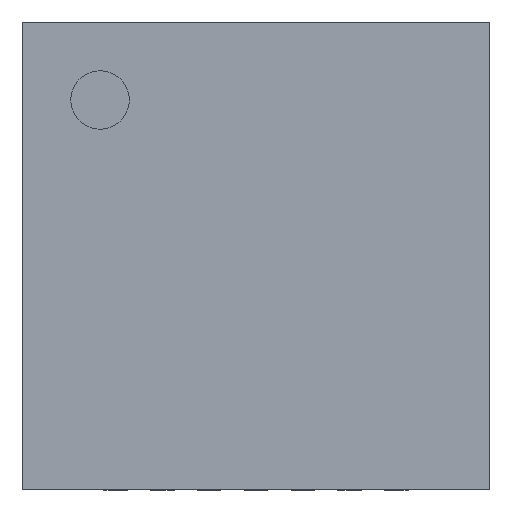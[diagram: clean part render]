
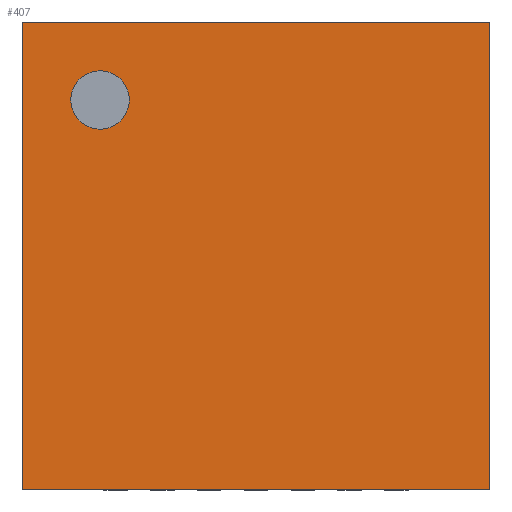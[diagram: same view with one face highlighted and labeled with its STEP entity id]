
A CAD part, top view. The second image highlights one B-rep face of the part: STEP entity #407.
In plain terms, the highlighted planar face has unit normal (0, 0, 1).
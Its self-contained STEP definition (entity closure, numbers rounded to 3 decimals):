
#218 = VERTEX_POINT('',#219);
#219 = CARTESIAN_POINT('',(0.,0.,0.8));
#226 = PLANE('',#227);
#227 = AXIS2_PLACEMENT_3D('',#228,#229,#230);
#228 = CARTESIAN_POINT('',(0.,0.,0.05));
#229 = DIRECTION('',(1.,0.,-0.));
#230 = DIRECTION('',(0.,0.,1.));
#238 = PLANE('',#239);
#239 = AXIS2_PLACEMENT_3D('',#240,#241,#242);
#240 = CARTESIAN_POINT('',(0.,0.,0.05));
#241 = DIRECTION('',(-0.,1.,0.));
#242 = DIRECTION('',(0.,0.,1.));
#279 = VERTEX_POINT('',#280);
#280 = CARTESIAN_POINT('',(0.,5.,0.8));
#294 = PLANE('',#295);
#295 = AXIS2_PLACEMENT_3D('',#296,#297,#298);
#296 = CARTESIAN_POINT('',(0.,5.,0.05));
#297 = DIRECTION('',(-0.,1.,0.));
#298 = DIRECTION('',(0.,0.,1.));
#306 = EDGE_CURVE('',#218,#279,#307,.T.);
#307 = SURFACE_CURVE('',#308,(#312,#319),.PCURVE_S1.);
#308 = LINE('',#309,#310);
#309 = CARTESIAN_POINT('',(0.,0.,0.8));
#310 = VECTOR('',#311,1.);
#311 = DIRECTION('',(-0.,1.,0.));
#312 = PCURVE('',#226,#313);
#313 = DEFINITIONAL_REPRESENTATION('',(#314),#318);
#314 = LINE('',#315,#316);
#315 = CARTESIAN_POINT('',(0.75,0.));
#316 = VECTOR('',#317,1.);
#317 = DIRECTION('',(0.,-1.));
#318 = ( GEOMETRIC_REPRESENTATION_CONTEXT(2) 
PARAMETRIC_REPRESENTATION_CONTEXT() REPRESENTATION_CONTEXT('2D SPACE',''
  ) );
#319 = PCURVE('',#320,#325);
#320 = PLANE('',#321);
#321 = AXIS2_PLACEMENT_3D('',#322,#323,#324);
#322 = CARTESIAN_POINT('',(0.,0.,0.8));
#323 = DIRECTION('',(0.,0.,1.));
#324 = DIRECTION('',(1.,0.,-0.));
#325 = DEFINITIONAL_REPRESENTATION('',(#326),#330);
#326 = LINE('',#327,#328);
#327 = CARTESIAN_POINT('',(0.,0.));
#328 = VECTOR('',#329,1.);
#329 = DIRECTION('',(0.,1.));
#330 = ( GEOMETRIC_REPRESENTATION_CONTEXT(2) 
PARAMETRIC_REPRESENTATION_CONTEXT() REPRESENTATION_CONTEXT('2D SPACE',''
  ) );
#359 = EDGE_CURVE('',#218,#360,#362,.T.);
#360 = VERTEX_POINT('',#361);
#361 = CARTESIAN_POINT('',(5.,0.,0.8));
#362 = SURFACE_CURVE('',#363,(#367,#374),.PCURVE_S1.);
#363 = LINE('',#364,#365);
#364 = CARTESIAN_POINT('',(0.,0.,0.8));
#365 = VECTOR('',#366,1.);
#366 = DIRECTION('',(1.,0.,-0.));
#367 = PCURVE('',#238,#368);
#368 = DEFINITIONAL_REPRESENTATION('',(#369),#373);
#369 = LINE('',#370,#371);
#370 = CARTESIAN_POINT('',(0.75,0.));
#371 = VECTOR('',#372,1.);
#372 = DIRECTION('',(0.,1.));
#373 = ( GEOMETRIC_REPRESENTATION_CONTEXT(2) 
PARAMETRIC_REPRESENTATION_CONTEXT() REPRESENTATION_CONTEXT('2D SPACE',''
  ) );
#374 = PCURVE('',#320,#375);
#375 = DEFINITIONAL_REPRESENTATION('',(#376),#380);
#376 = LINE('',#377,#378);
#377 = CARTESIAN_POINT('',(0.,0.));
#378 = VECTOR('',#379,1.);
#379 = DIRECTION('',(1.,0.));
#380 = ( GEOMETRIC_REPRESENTATION_CONTEXT(2) 
PARAMETRIC_REPRESENTATION_CONTEXT() REPRESENTATION_CONTEXT('2D SPACE',''
  ) );
#396 = PLANE('',#397);
#397 = AXIS2_PLACEMENT_3D('',#398,#399,#400);
#398 = CARTESIAN_POINT('',(5.,0.,0.05));
#399 = DIRECTION('',(1.,0.,-0.));
#400 = DIRECTION('',(0.,0.,1.));
#407 = ADVANCED_FACE('',(#408,#456),#320,.T.);
#408 = FACE_BOUND('',#409,.T.);
#409 = EDGE_LOOP('',(#410,#411,#412,#435));
#410 = ORIENTED_EDGE('',*,*,#306,.F.);
#411 = ORIENTED_EDGE('',*,*,#359,.T.);
#412 = ORIENTED_EDGE('',*,*,#413,.T.);
#413 = EDGE_CURVE('',#360,#414,#416,.T.);
#414 = VERTEX_POINT('',#415);
#415 = CARTESIAN_POINT('',(5.,5.,0.8));
#416 = SURFACE_CURVE('',#417,(#421,#428),.PCURVE_S1.);
#417 = LINE('',#418,#419);
#418 = CARTESIAN_POINT('',(5.,0.,0.8));
#419 = VECTOR('',#420,1.);
#420 = DIRECTION('',(-0.,1.,0.));
#421 = PCURVE('',#320,#422);
#422 = DEFINITIONAL_REPRESENTATION('',(#423),#427);
#423 = LINE('',#424,#425);
#424 = CARTESIAN_POINT('',(5.,0.));
#425 = VECTOR('',#426,1.);
#426 = DIRECTION('',(0.,1.));
#427 = ( GEOMETRIC_REPRESENTATION_CONTEXT(2) 
PARAMETRIC_REPRESENTATION_CONTEXT() REPRESENTATION_CONTEXT('2D SPACE',''
  ) );
#428 = PCURVE('',#396,#429);
#429 = DEFINITIONAL_REPRESENTATION('',(#430),#434);
#430 = LINE('',#431,#432);
#431 = CARTESIAN_POINT('',(0.75,0.));
#432 = VECTOR('',#433,1.);
#433 = DIRECTION('',(0.,-1.));
#434 = ( GEOMETRIC_REPRESENTATION_CONTEXT(2) 
PARAMETRIC_REPRESENTATION_CONTEXT() REPRESENTATION_CONTEXT('2D SPACE',''
  ) );
#435 = ORIENTED_EDGE('',*,*,#436,.F.);
#436 = EDGE_CURVE('',#279,#414,#437,.T.);
#437 = SURFACE_CURVE('',#438,(#442,#449),.PCURVE_S1.);
#438 = LINE('',#439,#440);
#439 = CARTESIAN_POINT('',(0.,5.,0.8));
#440 = VECTOR('',#441,1.);
#441 = DIRECTION('',(1.,0.,-0.));
#442 = PCURVE('',#320,#443);
#443 = DEFINITIONAL_REPRESENTATION('',(#444),#448);
#444 = LINE('',#445,#446);
#445 = CARTESIAN_POINT('',(0.,5.));
#446 = VECTOR('',#447,1.);
#447 = DIRECTION('',(1.,0.));
#448 = ( GEOMETRIC_REPRESENTATION_CONTEXT(2) 
PARAMETRIC_REPRESENTATION_CONTEXT() REPRESENTATION_CONTEXT('2D SPACE',''
  ) );
#449 = PCURVE('',#294,#450);
#450 = DEFINITIONAL_REPRESENTATION('',(#451),#455);
#451 = LINE('',#452,#453);
#452 = CARTESIAN_POINT('',(0.75,0.));
#453 = VECTOR('',#454,1.);
#454 = DIRECTION('',(0.,1.));
#455 = ( GEOMETRIC_REPRESENTATION_CONTEXT(2) 
PARAMETRIC_REPRESENTATION_CONTEXT() REPRESENTATION_CONTEXT('2D SPACE',''
  ) );
#456 = FACE_BOUND('',#457,.T.);
#457 = EDGE_LOOP('',(#458));
#458 = ORIENTED_EDGE('',*,*,#459,.F.);
#459 = EDGE_CURVE('',#460,#460,#462,.T.);
#460 = VERTEX_POINT('',#461);
#461 = CARTESIAN_POINT('',(1.146,4.167,0.8));
#462 = SURFACE_CURVE('',#463,(#468,#475),.PCURVE_S1.);
#463 = CIRCLE('',#464,0.313);
#464 = AXIS2_PLACEMENT_3D('',#465,#466,#467);
#465 = CARTESIAN_POINT('',(0.833,4.167,0.8));
#466 = DIRECTION('',(0.,0.,1.));
#467 = DIRECTION('',(1.,0.,-0.));
#468 = PCURVE('',#320,#469);
#469 = DEFINITIONAL_REPRESENTATION('',(#470),#474);
#470 = CIRCLE('',#471,0.313);
#471 = AXIS2_PLACEMENT_2D('',#472,#473);
#472 = CARTESIAN_POINT('',(0.833,4.167));
#473 = DIRECTION('',(1.,0.));
#474 = ( GEOMETRIC_REPRESENTATION_CONTEXT(2) 
PARAMETRIC_REPRESENTATION_CONTEXT() REPRESENTATION_CONTEXT('2D SPACE',''
  ) );
#475 = PCURVE('',#476,#481);
#476 = CYLINDRICAL_SURFACE('',#477,0.313);
#477 = AXIS2_PLACEMENT_3D('',#478,#479,#480);
#478 = CARTESIAN_POINT('',(0.833,4.167,0.7));
#479 = DIRECTION('',(0.,0.,1.));
#480 = DIRECTION('',(1.,0.,-0.));
#481 = DEFINITIONAL_REPRESENTATION('',(#482),#486);
#482 = LINE('',#483,#484);
#483 = CARTESIAN_POINT('',(0.,0.1));
#484 = VECTOR('',#485,1.);
#485 = DIRECTION('',(1.,0.));
#486 = ( GEOMETRIC_REPRESENTATION_CONTEXT(2) 
PARAMETRIC_REPRESENTATION_CONTEXT() REPRESENTATION_CONTEXT('2D SPACE',''
  ) );
